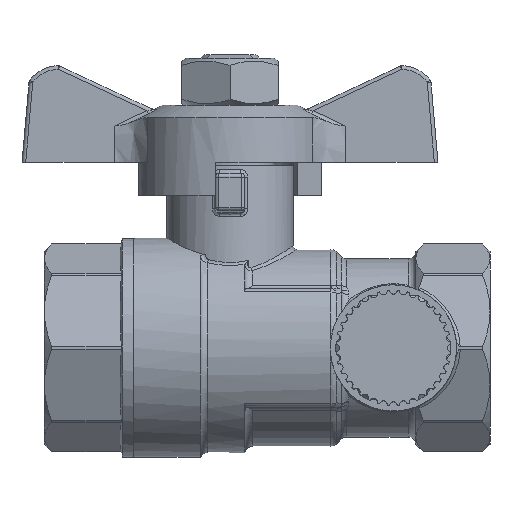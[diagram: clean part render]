
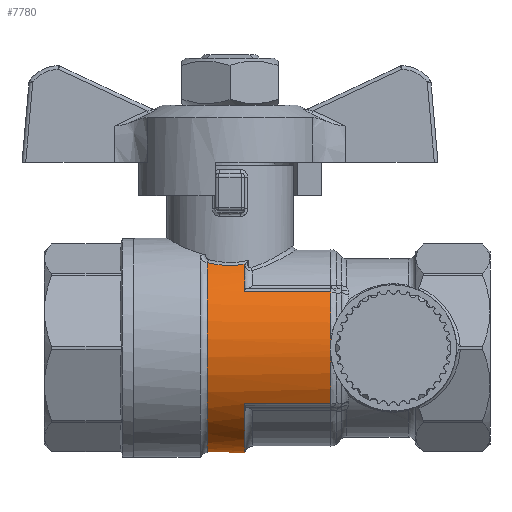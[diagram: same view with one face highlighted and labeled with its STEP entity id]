
A CAD part, left-side view. The second image highlights one B-rep face of the part: STEP entity #7780.
In plain terms, the highlighted cylindrical face has radius 14.1 mm (diameter 28.2 mm), a partial arc.
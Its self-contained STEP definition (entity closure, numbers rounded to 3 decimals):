
#429=B_SPLINE_CURVE_WITH_KNOTS('',3,(#16406,#16407,#16408,#16409),
 .UNSPECIFIED.,.F.,.F.,(4,4),(0.,0.),.UNSPECIFIED.);
#430=B_SPLINE_CURVE_WITH_KNOTS('',3,(#16411,#16412,#16413,#16414,#16415),
 .UNSPECIFIED.,.F.,.F.,(4,1,4),(0.,0.003,
0.005),.UNSPECIFIED.);
#431=B_SPLINE_CURVE_WITH_KNOTS('',3,(#16419,#16420,#16421,#16422,#16423),
 .UNSPECIFIED.,.F.,.F.,(4,1,4),(0.,0.003,
0.005),.UNSPECIFIED.);
#432=B_SPLINE_CURVE_WITH_KNOTS('',3,(#16425,#16426,#16427,#16428),
 .UNSPECIFIED.,.F.,.F.,(4,4),(0.,0.),.UNSPECIFIED.);
#433=B_SPLINE_CURVE_WITH_KNOTS('',3,(#16430,#16431,#16432,#16433),
 .UNSPECIFIED.,.F.,.F.,(4,4),(0.012,0.015),
 .UNSPECIFIED.);
#434=B_SPLINE_CURVE_WITH_KNOTS('',3,(#16442,#16443,#16444,#16445),
 .UNSPECIFIED.,.F.,.F.,(4,4),(0.04,0.042),
 .UNSPECIFIED.);
#671=CYLINDRICAL_SURFACE('',#11351,14.1);
#932=LINE('',#16429,#1232);
#933=LINE('',#16437,#1233);
#934=LINE('',#16441,#1234);
#935=LINE('',#16449,#1235);
#1232=VECTOR('',#12885,1000.);
#1233=VECTOR('',#12888,1000.);
#1234=VECTOR('',#12891,1000.);
#1235=VECTOR('',#12894,1000.);
#2252=ORIENTED_EDGE('',*,*,#4265,.F.);
#2253=ORIENTED_EDGE('',*,*,#4266,.T.);
#2254=ORIENTED_EDGE('',*,*,#4267,.T.);
#2255=ORIENTED_EDGE('',*,*,#4268,.T.);
#2256=ORIENTED_EDGE('',*,*,#4269,.T.);
#2257=ORIENTED_EDGE('',*,*,#4270,.T.);
#2258=ORIENTED_EDGE('',*,*,#4168,.F.);
#2259=ORIENTED_EDGE('',*,*,#4271,.T.);
#2260=ORIENTED_EDGE('',*,*,#4148,.T.);
#2261=ORIENTED_EDGE('',*,*,#4272,.T.);
#2262=ORIENTED_EDGE('',*,*,#4273,.T.);
#2263=ORIENTED_EDGE('',*,*,#4274,.T.);
#2264=ORIENTED_EDGE('',*,*,#4275,.F.);
#2265=ORIENTED_EDGE('',*,*,#4276,.T.);
#2266=ORIENTED_EDGE('',*,*,#4145,.T.);
#2267=ORIENTED_EDGE('',*,*,#4277,.T.);
#2268=ORIENTED_EDGE('',*,*,#4278,.T.);
#2269=ORIENTED_EDGE('',*,*,#4279,.T.);
#4145=EDGE_CURVE('',#5211,#5210,#5854,.F.);
#4148=EDGE_CURVE('',#5213,#5212,#5856,.F.);
#4168=EDGE_CURVE('',#5232,#5233,#5868,.T.);
#4265=EDGE_CURVE('',#5300,#5301,#5899,.T.);
#4266=EDGE_CURVE('',#5300,#5302,#429,.T.);
#4267=EDGE_CURVE('',#5302,#5303,#430,.T.);
#4268=EDGE_CURVE('',#5303,#5304,#5900,.F.);
#4269=EDGE_CURVE('',#5304,#5305,#431,.T.);
#4270=EDGE_CURVE('',#5305,#5233,#432,.T.);
#4271=EDGE_CURVE('',#5232,#5213,#932,.T.);
#4272=EDGE_CURVE('',#5212,#5306,#433,.T.);
#4273=EDGE_CURVE('',#5306,#5307,#5901,.F.);
#4274=EDGE_CURVE('',#5307,#5308,#933,.F.);
#4275=EDGE_CURVE('',#5309,#5308,#5902,.T.);
#4276=EDGE_CURVE('',#5309,#5211,#934,.T.);
#4277=EDGE_CURVE('',#5210,#5310,#434,.T.);
#4278=EDGE_CURVE('',#5310,#5311,#5903,.F.);
#4279=EDGE_CURVE('',#5311,#5301,#935,.F.);
#5210=VERTEX_POINT('',#15968);
#5211=VERTEX_POINT('',#15970);
#5212=VERTEX_POINT('',#15978);
#5213=VERTEX_POINT('',#15980);
#5232=VERTEX_POINT('',#16049);
#5233=VERTEX_POINT('',#16050);
#5300=VERTEX_POINT('',#16404);
#5301=VERTEX_POINT('',#16405);
#5302=VERTEX_POINT('',#16410);
#5303=VERTEX_POINT('',#16416);
#5304=VERTEX_POINT('',#16418);
#5305=VERTEX_POINT('',#16424);
#5306=VERTEX_POINT('',#16434);
#5307=VERTEX_POINT('',#16436);
#5308=VERTEX_POINT('',#16438);
#5309=VERTEX_POINT('',#16440);
#5310=VERTEX_POINT('',#16446);
#5311=VERTEX_POINT('',#16448);
#5854=CIRCLE('',#11276,14.1);
#5856=CIRCLE('',#11279,14.1);
#5868=CIRCLE('',#11295,14.1);
#5899=CIRCLE('',#11352,14.1);
#5900=CIRCLE('',#11353,14.1);
#5901=CIRCLE('',#11354,14.1);
#5902=CIRCLE('',#11355,14.1);
#5903=CIRCLE('',#11356,14.1);
#6475=EDGE_LOOP('',(#2252,#2253,#2254,#2255,#2256,#2257,#2258,#2259,#2260,
#2261,#2262,#2263,#2264,#2265,#2266,#2267,#2268,#2269));
#7090=FACE_BOUND('',#6475,.T.);
#7780=ADVANCED_FACE('',(#7090),#671,.T.);
#11276=AXIS2_PLACEMENT_3D('',#15969,#12712,#12713);
#11279=AXIS2_PLACEMENT_3D('',#15979,#12718,#12719);
#11295=AXIS2_PLACEMENT_3D('',#16048,#12750,#12751);
#11351=AXIS2_PLACEMENT_3D('',#16402,#12879,#12880);
#11352=AXIS2_PLACEMENT_3D('',#16403,#12881,#12882);
#11353=AXIS2_PLACEMENT_3D('',#16417,#12883,#12884);
#11354=AXIS2_PLACEMENT_3D('',#16435,#12886,#12887);
#11355=AXIS2_PLACEMENT_3D('',#16439,#12889,#12890);
#11356=AXIS2_PLACEMENT_3D('',#16447,#12892,#12893);
#12712=DIRECTION('',(0.,-1.,0.));
#12713=DIRECTION('',(0.,0.,-1.));
#12718=DIRECTION('',(0.,-1.,0.));
#12719=DIRECTION('',(0.,0.,-1.));
#12750=DIRECTION('',(0.,-1.,0.));
#12751=DIRECTION('',(1.,0.,0.));
#12879=DIRECTION('',(0.,-1.,0.));
#12880=DIRECTION('',(0.,0.,-1.));
#12881=DIRECTION('',(0.,-1.,0.));
#12882=DIRECTION('',(1.,0.,0.));
#12883=DIRECTION('',(0.,1.,0.));
#12884=DIRECTION('',(0.,0.,1.));
#12885=DIRECTION('',(0.,-1.,0.));
#12886=DIRECTION('',(0.,-1.,0.));
#12887=DIRECTION('',(0.,0.,-1.));
#12888=DIRECTION('',(0.,-1.,0.));
#12889=DIRECTION('',(0.,-1.,0.));
#12890=DIRECTION('',(1.,0.,0.));
#12891=DIRECTION('',(0.,-1.,0.));
#12892=DIRECTION('',(0.,-1.,0.));
#12893=DIRECTION('',(0.,0.,-1.));
#12894=DIRECTION('',(0.,-1.,0.));
#15968=CARTESIAN_POINT('',(-14.048,-13.586,-1.205));
#15969=CARTESIAN_POINT('',(0.,-13.586,0.));
#15970=CARTESIAN_POINT('',(-11.918,-13.586,-7.534));
#15978=CARTESIAN_POINT('',(14.048,-13.586,1.205));
#15979=CARTESIAN_POINT('',(0.,-13.586,0.));
#15980=CARTESIAN_POINT('',(11.918,-13.586,7.534));
#16048=CARTESIAN_POINT('',(0.,-2.,0.));
#16049=CARTESIAN_POINT('',(11.918,-2.,7.534));
#16050=CARTESIAN_POINT('',(8.602,-2.,11.172));
#16402=CARTESIAN_POINT('',(0.,4.,0.));
#16403=CARTESIAN_POINT('',(0.,-2.,0.));
#16404=CARTESIAN_POINT('',(-8.602,-2.,11.172));
#16405=CARTESIAN_POINT('',(-11.918,-2.,7.534));
#16406=CARTESIAN_POINT('',(-8.602,-2.,11.172));
#16407=CARTESIAN_POINT('',(-8.557,-2.,11.207));
#16408=CARTESIAN_POINT('',(-8.513,-2.008,11.24));
#16409=CARTESIAN_POINT('',(-8.469,-2.023,11.273));
#16410=CARTESIAN_POINT('',(-8.469,-2.023,11.273));
#16411=CARTESIAN_POINT('',(-8.469,-2.023,11.273));
#16412=CARTESIAN_POINT('',(-8.657,-1.181,11.132));
#16413=CARTESIAN_POINT('',(-8.796,0.561,11.019));
#16414=CARTESIAN_POINT('',(-8.454,2.26,11.29));
#16415=CARTESIAN_POINT('',(-8.173,3.063,11.49));
#16416=CARTESIAN_POINT('',(-8.173,3.063,11.49));
#16417=CARTESIAN_POINT('',(0.,3.063,0.));
#16418=CARTESIAN_POINT('',(8.173,3.063,11.49));
#16419=CARTESIAN_POINT('',(8.173,3.063,11.49));
#16420=CARTESIAN_POINT('',(8.454,2.26,11.29));
#16421=CARTESIAN_POINT('',(8.796,0.557,11.019));
#16422=CARTESIAN_POINT('',(8.657,-1.18,11.132));
#16423=CARTESIAN_POINT('',(8.469,-2.023,11.273));
#16424=CARTESIAN_POINT('',(8.469,-2.023,11.273));
#16425=CARTESIAN_POINT('',(8.469,-2.023,11.273));
#16426=CARTESIAN_POINT('',(8.513,-2.008,11.24));
#16427=CARTESIAN_POINT('',(8.557,-2.,11.207));
#16428=CARTESIAN_POINT('',(8.602,-2.,11.172));
#16429=CARTESIAN_POINT('',(11.918,4.,7.534));
#16430=CARTESIAN_POINT('',(14.048,-13.586,1.205));
#16431=CARTESIAN_POINT('',(14.116,-13.473,0.415));
#16432=CARTESIAN_POINT('',(14.117,-13.472,-0.411));
#16433=CARTESIAN_POINT('',(14.048,-13.586,-1.205));
#16434=CARTESIAN_POINT('',(14.048,-13.586,-1.205));
#16435=CARTESIAN_POINT('',(0.,-13.586,0.));
#16436=CARTESIAN_POINT('',(11.918,-13.586,-7.534));
#16437=CARTESIAN_POINT('',(11.918,4.,-7.534));
#16438=CARTESIAN_POINT('',(11.918,-2.,-7.534));
#16439=CARTESIAN_POINT('',(0.,-2.,0.));
#16440=CARTESIAN_POINT('',(-11.918,-2.,-7.534));
#16441=CARTESIAN_POINT('',(-11.918,4.,-7.534));
#16442=CARTESIAN_POINT('',(-14.048,-13.586,-1.205));
#16443=CARTESIAN_POINT('',(-14.116,-13.473,-0.415));
#16444=CARTESIAN_POINT('',(-14.116,-13.472,0.412));
#16445=CARTESIAN_POINT('',(-14.048,-13.586,1.205));
#16446=CARTESIAN_POINT('',(-14.048,-13.586,1.205));
#16447=CARTESIAN_POINT('',(0.,-13.586,0.));
#16448=CARTESIAN_POINT('',(-11.918,-13.586,7.534));
#16449=CARTESIAN_POINT('',(-11.918,4.,7.534));
